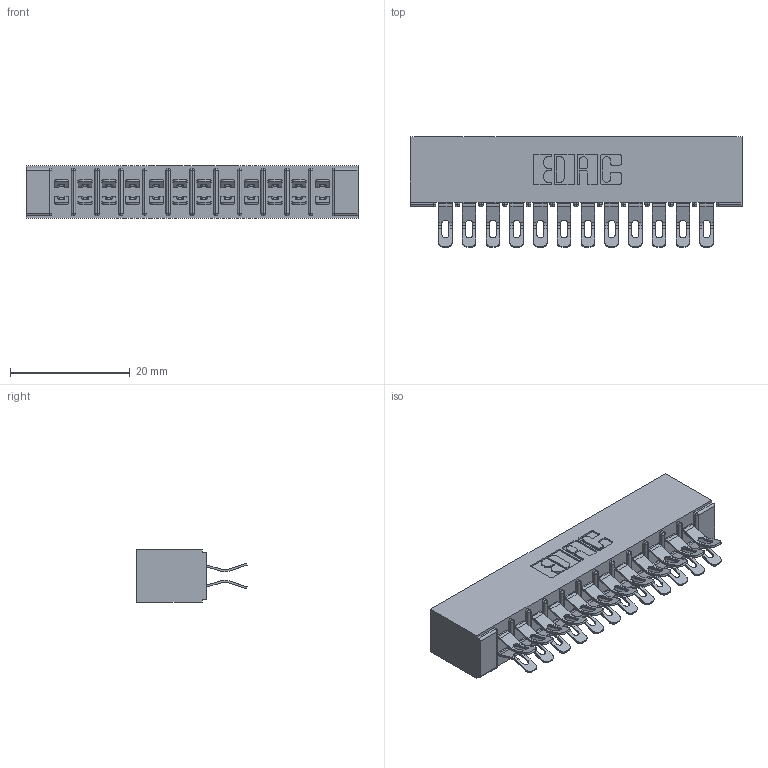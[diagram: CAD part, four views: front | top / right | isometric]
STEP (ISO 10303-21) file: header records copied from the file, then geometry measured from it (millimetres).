
FILE_DESCRIPTION (( 'STEP AP203' ), '1' );
FILE_NAME ('315-024-555-201.STEP', '2019-09-10T14:42:33', ( '' ), ( '' ), 'SwSTEP 2.0', 'SolidWorks 2016', '' );
FILE_SCHEMA (( 'CONFIG_CONTROL_DESIGN' ));
Length unit declared in the file: inch
Products named in the file (3): 305-290-001_555; 305 Part_No Mounting; 315-024-555-201
Assembly tree (25 placements, depth 2):
  315-024-555-201
    305 Part_No Mounting
    305-290-001_555  x24
Bounding box: 55.42 x 18.41 x 8.71 mm (x, y, z)
Volume: 3756.8 mm3; surface area: 7466.8 mm2
Topology: 25 solids, 25 shells, 1692 faces, 5032 edges, 3288 vertices
Faces by surface type: plane 832, cylinder 812, sphere 48
Entity records: 16991 total; most frequent: CARTESIAN_POINT 2828, ORIENTED_EDGE 2792, DIRECTION 2752, EDGE_CURVE 1396, LINE 1080, VECTOR 1080, VERTEX_POINT 896, AXIS2_PLACEMENT_3D 836
